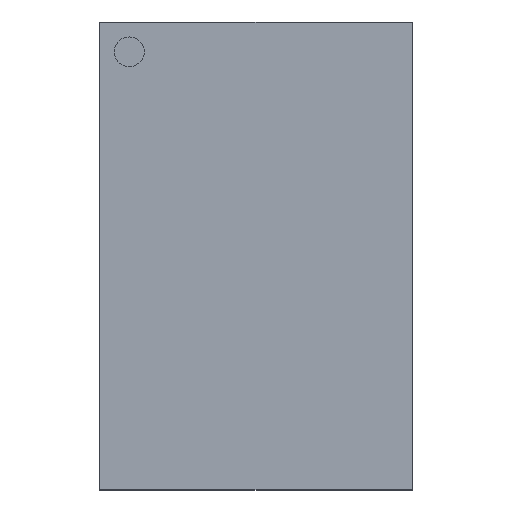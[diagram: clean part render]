
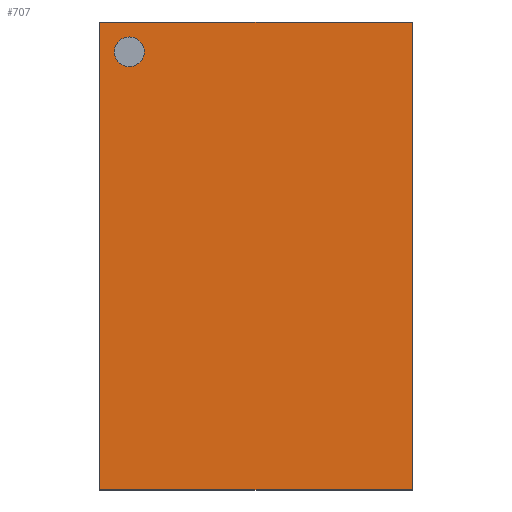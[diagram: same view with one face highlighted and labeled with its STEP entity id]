
A CAD part, top view. The second image highlights one B-rep face of the part: STEP entity #707.
In plain terms, the highlighted planar face has unit normal (0, 0, 1).
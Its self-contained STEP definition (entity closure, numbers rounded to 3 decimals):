
#75=FACE_BOUND('',#207,.T.);
#94=PLANE('',#803);
#138=FACE_OUTER_BOUND('',#206,.T.);
#206=EDGE_LOOP('',(#550,#551,#552,#553));
#207=EDGE_LOOP('',(#554));
#283=LINE('',#1154,#308);
#286=LINE('',#1160,#311);
#289=LINE('',#1166,#314);
#292=LINE('',#1170,#317);
#308=VECTOR('',#915,10.);
#311=VECTOR('',#920,10.);
#314=VECTOR('',#925,10.);
#317=VECTOR('',#930,10.);
#330=CIRCLE('',#795,0.1);
#380=VERTEX_POINT('',#1141);
#384=VERTEX_POINT('',#1151);
#385=VERTEX_POINT('',#1153);
#387=VERTEX_POINT('',#1159);
#389=VERTEX_POINT('',#1165);
#438=EDGE_CURVE('',#380,#380,#330,.T.);
#443=EDGE_CURVE('',#385,#384,#283,.T.);
#446=EDGE_CURVE('',#387,#385,#286,.T.);
#449=EDGE_CURVE('',#389,#387,#289,.T.);
#452=EDGE_CURVE('',#384,#389,#292,.T.);
#550=ORIENTED_EDGE('',*,*,#452,.T.);
#551=ORIENTED_EDGE('',*,*,#449,.T.);
#552=ORIENTED_EDGE('',*,*,#446,.T.);
#553=ORIENTED_EDGE('',*,*,#443,.T.);
#554=ORIENTED_EDGE('',*,*,#438,.T.);
#707=ADVANCED_FACE('',(#138,#75),#94,.T.);
#795=AXIS2_PLACEMENT_3D('',#1142,#904,#905);
#803=AXIS2_PLACEMENT_3D('',#1172,#933,#934);
#904=DIRECTION('center_axis',(0.,0.,
-1.));
#905=DIRECTION('ref_axis',(-1.,0.,0.));
#915=DIRECTION('',(1.,0.,0.));
#920=DIRECTION('',(0.,-1.,0.));
#925=DIRECTION('',(-1.,0.,0.));
#930=DIRECTION('',(0.,1.,0.));
#933=DIRECTION('center_axis',(0.,0.,
1.));
#934=DIRECTION('ref_axis',(1.,0.,0.));
#1141=CARTESIAN_POINT('',(-0.75,1.37,0.33));
#1142=CARTESIAN_POINT('Origin',(-0.85,1.37,0.33));
#1151=CARTESIAN_POINT('',(1.05,-1.57,0.33));
#1153=CARTESIAN_POINT('',(-1.05,-1.57,0.33));
#1154=CARTESIAN_POINT('',(1.05,-1.57,0.33));
#1159=CARTESIAN_POINT('',(-1.05,1.57,0.33));
#1160=CARTESIAN_POINT('',(-1.05,-1.57,0.33));
#1165=CARTESIAN_POINT('',(1.05,1.57,0.33));
#1166=CARTESIAN_POINT('',(-1.05,1.57,0.33));
#1170=CARTESIAN_POINT('',(1.05,1.57,0.33));
#1172=CARTESIAN_POINT('Origin',(0.,0.,
0.33));
